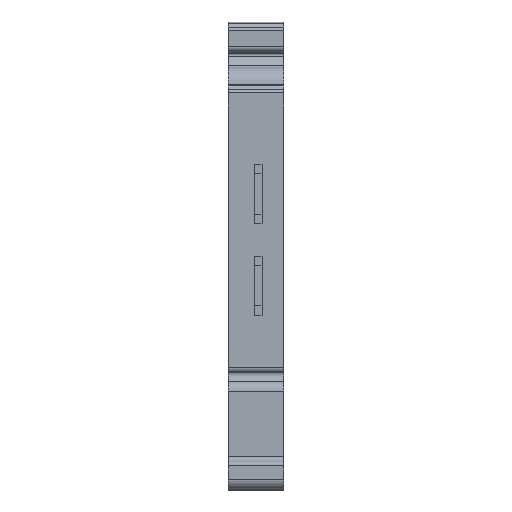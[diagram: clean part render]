
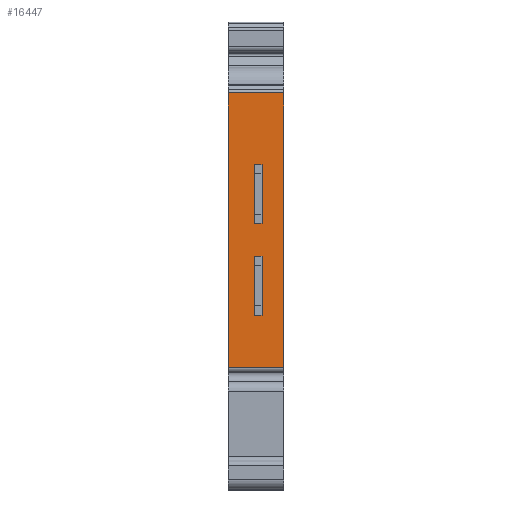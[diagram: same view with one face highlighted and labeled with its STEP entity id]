
A CAD part, left-side view. The second image highlights one B-rep face of the part: STEP entity #16447.
In plain terms, the highlighted planar face has unit normal (-1, 0, 0).
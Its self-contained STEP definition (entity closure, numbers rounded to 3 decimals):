
#105 = EDGE_CURVE ( 'NONE', #20682, #23983, #25436, .T. ) ;
#436 = EDGE_LOOP ( 'NONE', ( #32592, #32431, #1721, #7062 ) ) ;
#905 = CARTESIAN_POINT ( 'NONE',  ( -39.3, 0., 14.405 ) ) ;
#959 = VECTOR ( 'NONE', #20792, 1000. ) ;
#1691 = LINE ( 'NONE', #4747, #8878 ) ;
#1721 = ORIENTED_EDGE ( 'NONE', *, *, #105, .T. ) ;
#1770 = ORIENTED_EDGE ( 'NONE', *, *, #25288, .T. ) ;
#1895 = AXIS2_PLACEMENT_3D ( 'NONE', #18088, #27912, #5014 ) ;
#2840 = VECTOR ( 'NONE', #19892, 1000. ) ;
#2954 = DIRECTION ( 'NONE',  ( 0., 0., -1. ) ) ;
#3427 = EDGE_CURVE ( 'NONE', #12383, #20682, #1691, .T. ) ;
#3721 = DIRECTION ( 'NONE',  ( 0., 0., 1. ) ) ;
#3734 = VECTOR ( 'NONE', #19419, 1000. ) ;
#3927 = ORIENTED_EDGE ( 'NONE', *, *, #17520, .T. ) ;
#4432 = ORIENTED_EDGE ( 'NONE', *, *, #18660, .T. ) ;
#4747 = CARTESIAN_POINT ( 'NONE',  ( -39.3, 3.15, 28.41 ) ) ;
#4838 = CARTESIAN_POINT ( 'NONE',  ( -39.3, 0., 6.605 ) ) ;
#5014 = DIRECTION ( 'NONE',  ( 0., 0., 1. ) ) ;
#5302 = VECTOR ( 'NONE', #17038, 1000. ) ;
#5506 = CARTESIAN_POINT ( 'NONE',  ( -39.3, 2.35, 22.11 ) ) ;
#5546 = ORIENTED_EDGE ( 'NONE', *, *, #9955, .F. ) ;
#5970 = VERTEX_POINT ( 'NONE', #19931 ) ;
#6270 = CARTESIAN_POINT ( 'NONE',  ( -39.3, 3.15, 22.11 ) ) ;
#7062 = ORIENTED_EDGE ( 'NONE', *, *, #19082, .T. ) ;
#8257 = CARTESIAN_POINT ( 'NONE',  ( -39.3, 2.35, 22.11 ) ) ;
#8605 = EDGE_LOOP ( 'NONE', ( #4432, #29098, #3927, #10677 ) ) ;
#8878 = VECTOR ( 'NONE', #12390, 1000. ) ;
#8942 = CARTESIAN_POINT ( 'NONE',  ( -39.3, 6., 6.605 ) ) ;
#9004 = CARTESIAN_POINT ( 'NONE',  ( -39.3, 2.35, 12.255 ) ) ;
#9309 = VECTOR ( 'NONE', #21166, 1000. ) ;
#9463 = FACE_OUTER_BOUND ( 'NONE', #31895, .T. ) ;
#9863 = CARTESIAN_POINT ( 'NONE',  ( -39.3, 2.35, 18.555 ) ) ;
#9955 = EDGE_CURVE ( 'NONE', #30081, #16854, #10932, .T. ) ;
#10124 = PLANE ( 'NONE',  #1895 ) ;
#10677 = ORIENTED_EDGE ( 'NONE', *, *, #11198, .T. ) ;
#10932 = LINE ( 'NONE', #905, #29888 ) ;
#11001 = CARTESIAN_POINT ( 'NONE',  ( -39.3, 0., 36.094 ) ) ;
#11198 = EDGE_CURVE ( 'NONE', #11766, #5970, #32222, .T. ) ;
#11766 = VERTEX_POINT ( 'NONE', #31767 ) ;
#11830 = VECTOR ( 'NONE', #3721, 1000. ) ;
#12030 = DIRECTION ( 'NONE',  ( 0., 1., 0. ) ) ;
#12383 = VERTEX_POINT ( 'NONE', #21656 ) ;
#12390 = DIRECTION ( 'NONE',  ( 0., -1., 0. ) ) ;
#12836 = VERTEX_POINT ( 'NONE', #30923 ) ;
#13642 = LINE ( 'NONE', #8257, #959 ) ;
#14428 = LINE ( 'NONE', #32754, #2840 ) ;
#14917 = CARTESIAN_POINT ( 'NONE',  ( -39.3, 2.35, 18.555 ) ) ;
#14945 = ORIENTED_EDGE ( 'NONE', *, *, #27991, .F. ) ;
#16447 = ADVANCED_FACE ( 'NONE', ( #9463, #19810, #25388 ), #10124, .T. ) ;
#16854 = VERTEX_POINT ( 'NONE', #4838 ) ;
#17038 = DIRECTION ( 'NONE',  ( 0., 0., 1. ) ) ;
#17514 = VERTEX_POINT ( 'NONE', #9863 ) ;
#17520 = EDGE_CURVE ( 'NONE', #17514, #11766, #30906, .T. ) ;
#18088 = CARTESIAN_POINT ( 'NONE',  ( -39.3, 5.95, 14.405 ) ) ;
#18660 = EDGE_CURVE ( 'NONE', #5970, #12836, #19528, .T. ) ;
#19082 = EDGE_CURVE ( 'NONE', #23983, #19409, #13642, .T. ) ;
#19186 = EDGE_CURVE ( 'NONE', #19409, #12383, #32637, .T. ) ;
#19409 = VERTEX_POINT ( 'NONE', #6270 ) ;
#19419 = DIRECTION ( 'NONE',  ( 0., 0., -1. ) ) ;
#19467 = VECTOR ( 'NONE', #25935, 1000. ) ;
#19506 = ORIENTED_EDGE ( 'NONE', *, *, #26683, .T. ) ;
#19528 = LINE ( 'NONE', #30184, #11830 ) ;
#19810 = FACE_BOUND ( 'NONE', #436, .T. ) ;
#19892 = DIRECTION ( 'NONE',  ( 0., -1., 0. ) ) ;
#19931 = CARTESIAN_POINT ( 'NONE',  ( -39.3, 3.15, 12.255 ) ) ;
#20501 = LINE ( 'NONE', #23067, #33069 ) ;
#20682 = VERTEX_POINT ( 'NONE', #27001 ) ;
#20792 = DIRECTION ( 'NONE',  ( 0., 1., 0. ) ) ;
#21166 = DIRECTION ( 'NONE',  ( 0., -1., 0. ) ) ;
#21200 = VERTEX_POINT ( 'NONE', #8942 ) ;
#21656 = CARTESIAN_POINT ( 'NONE',  ( -39.3, 3.15, 28.41 ) ) ;
#22146 = LINE ( 'NONE', #24673, #3734 ) ;
#22772 = DIRECTION ( 'NONE',  ( 0., 0., -1. ) ) ;
#23067 = CARTESIAN_POINT ( 'NONE',  ( -39.3, 3.15, 18.555 ) ) ;
#23974 = CARTESIAN_POINT ( 'NONE',  ( -39.3, 6., 36.094 ) ) ;
#23983 = VERTEX_POINT ( 'NONE', #5506 ) ;
#24673 = CARTESIAN_POINT ( 'NONE',  ( -39.3, 6., 35.494 ) ) ;
#25285 = VECTOR ( 'NONE', #22772, 1000. ) ;
#25288 = EDGE_CURVE ( 'NONE', #28673, #21200, #22146, .T. ) ;
#25388 = FACE_BOUND ( 'NONE', #8605, .T. ) ;
#25436 = LINE ( 'NONE', #28451, #19467 ) ;
#25935 = DIRECTION ( 'NONE',  ( 0., 0., -1. ) ) ;
#26578 = CARTESIAN_POINT ( 'NONE',  ( -39.3, 5.95, 6.605 ) ) ;
#26632 = EDGE_CURVE ( 'NONE', #12836, #17514, #20501, .T. ) ;
#26683 = EDGE_CURVE ( 'NONE', #21200, #16854, #28608, .T. ) ;
#27001 = CARTESIAN_POINT ( 'NONE',  ( -39.3, 2.35, 28.41 ) ) ;
#27912 = DIRECTION ( 'NONE',  ( -1., 0., 0. ) ) ;
#27991 = EDGE_CURVE ( 'NONE', #28673, #30081, #14428, .T. ) ;
#28451 = CARTESIAN_POINT ( 'NONE',  ( -39.3, 2.35, 28.41 ) ) ;
#28608 = LINE ( 'NONE', #26578, #9309 ) ;
#28673 = VERTEX_POINT ( 'NONE', #23974 ) ;
#29098 = ORIENTED_EDGE ( 'NONE', *, *, #26632, .T. ) ;
#29888 = VECTOR ( 'NONE', #2954, 1000. ) ;
#30081 = VERTEX_POINT ( 'NONE', #11001 ) ;
#30100 = CARTESIAN_POINT ( 'NONE',  ( -39.3, 3.15, 22.11 ) ) ;
#30184 = CARTESIAN_POINT ( 'NONE',  ( -39.3, 3.15, 12.255 ) ) ;
#30906 = LINE ( 'NONE', #14917, #25285 ) ;
#30923 = CARTESIAN_POINT ( 'NONE',  ( -39.3, 3.15, 18.555 ) ) ;
#31767 = CARTESIAN_POINT ( 'NONE',  ( -39.3, 2.35, 12.255 ) ) ;
#31895 = EDGE_LOOP ( 'NONE', ( #19506, #5546, #14945, #1770 ) ) ;
#32222 = LINE ( 'NONE', #9004, #33229 ) ;
#32431 = ORIENTED_EDGE ( 'NONE', *, *, #3427, .T. ) ;
#32592 = ORIENTED_EDGE ( 'NONE', *, *, #19186, .T. ) ;
#32637 = LINE ( 'NONE', #30100, #5302 ) ;
#32754 = CARTESIAN_POINT ( 'NONE',  ( -39.3, 5.95, 36.094 ) ) ;
#32870 = DIRECTION ( 'NONE',  ( 0., -1., 0. ) ) ;
#33069 = VECTOR ( 'NONE', #32870, 1000. ) ;
#33229 = VECTOR ( 'NONE', #12030, 1000. ) ;
